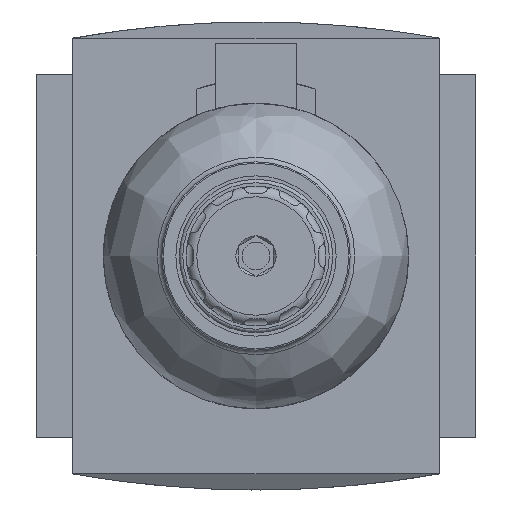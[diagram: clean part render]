
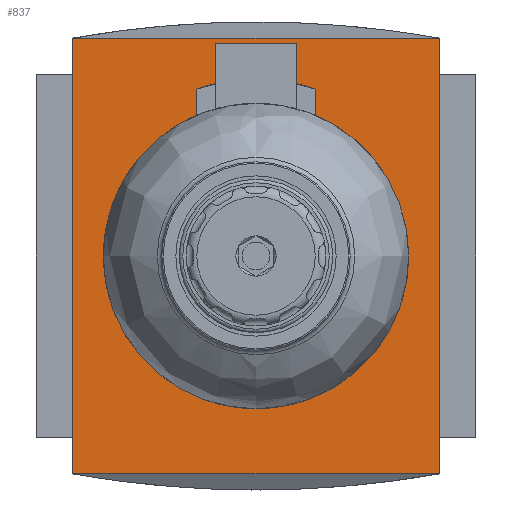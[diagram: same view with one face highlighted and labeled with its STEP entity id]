
A CAD part, front view. The second image highlights one B-rep face of the part: STEP entity #837.
In plain terms, the highlighted planar face has unit normal (0, -1, 0).
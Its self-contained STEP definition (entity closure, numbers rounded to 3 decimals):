
#837 = ADVANCED_FACE( '', ( #1856 ), #1857, .F. );
#1856 = FACE_OUTER_BOUND( '', #3066, .T. );
#1857 = PLANE( '', #3067 );
#3066 = EDGE_LOOP( '', ( #5449, #5450, #5451, #5452 ) );
#3067 = AXIS2_PLACEMENT_3D( '', #5453, #5454, #5455 );
#5449 = ORIENTED_EDGE( '', *, *, #8061, .F. );
#5450 = ORIENTED_EDGE( '', *, *, #7563, .T. );
#5451 = ORIENTED_EDGE( '', *, *, #8062, .F. );
#5452 = ORIENTED_EDGE( '', *, *, #7556, .T. );
#5453 = CARTESIAN_POINT( '', ( 0., -37.5, 116.435 ) );
#5454 = DIRECTION( '', ( 0., 1., 0. ) );
#5455 = DIRECTION( '', ( 0., 0., 1. ) );
#7556 = EDGE_CURVE( '', #9237, #9238, #9239, .T. );
#7563 = EDGE_CURVE( '', #9248, #9249, #9250, .T. );
#8061 = EDGE_CURVE( '', #9248, #9238, #9976, .T. );
#8062 = EDGE_CURVE( '', #9237, #9249, #9977, .T. );
#9237 = VERTEX_POINT( '', #11908 );
#9238 = VERTEX_POINT( '', #11909 );
#9239 = LINE( '', #11910, #11911 );
#9248 = VERTEX_POINT( '', #11921 );
#9249 = VERTEX_POINT( '', #11922 );
#9250 = LINE( '', #11923, #11924 );
#9976 = LINE( '', #13146, #13147 );
#9977 = LINE( '', #13148, #13149 );
#11908 = CARTESIAN_POINT( '', ( 26.25, -37.5, 31.25 ) );
#11909 = CARTESIAN_POINT( '', ( -26.25, -37.5, 31.25 ) );
#11910 = CARTESIAN_POINT( '', ( 0., -37.5, 31.25 ) );
#11911 = VECTOR( '', #14374, 1000. );
#11921 = CARTESIAN_POINT( '', ( -26.25, -37.5, -31.25 ) );
#11922 = CARTESIAN_POINT( '', ( 26.25, -37.5, -31.25 ) );
#11923 = CARTESIAN_POINT( '', ( 0., -37.5, -31.25 ) );
#11924 = VECTOR( '', #14385, 1000. );
#13146 = CARTESIAN_POINT( '', ( -26.25, -37.5, -31.25 ) );
#13147 = VECTOR( '', #14875, 1000. );
#13148 = CARTESIAN_POINT( '', ( 26.25, -37.5, 31.25 ) );
#13149 = VECTOR( '', #14876, 1000. );
#14374 = DIRECTION( '', ( -1., 0., 0. ) );
#14385 = DIRECTION( '', ( 1., 0., 0. ) );
#14875 = DIRECTION( '', ( 0., 0., 1. ) );
#14876 = DIRECTION( '', ( 0., 0., -1. ) );
